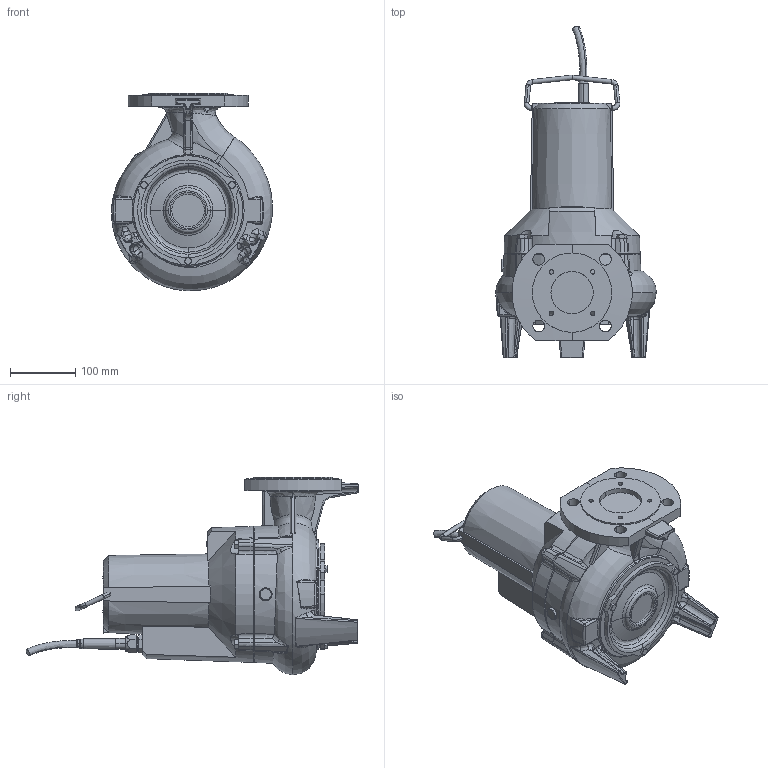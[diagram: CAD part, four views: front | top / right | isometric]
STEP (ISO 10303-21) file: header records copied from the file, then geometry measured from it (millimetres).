
FILE_DESCRIPTION (( 'STEP AP214' ), '1' );
FILE_NAME ('4_93_563_07_REV00.step', '2021-08-03T10:32:29', ( '' ), ( '' ), 'SwSTEP 2.0', 'SolidWorks 2020', '' );
FILE_SCHEMA (( 'AUTOMOTIVE_DESIGN' ));
Length unit declared in the file: millimetre
Products named in the file (3): Copia di 58602^4_93_563_07_REV00; 1_65_083_SEMPLIFICATO; 4_93_563_07_REV00
Assembly tree (2 placements, depth 2):
  4_93_563_07_REV00
    Copia di 58602^4_93_563_07_REV00
    1_65_083_SEMPLIFICATO
Bounding box: 247.18 x 510.03 x 303.53 mm (x, y, z)
Volume: 9296293.5 mm3; surface area: 501743 mm2
Topology: 14 solids, 14 shells, 840 faces, 2117 edges, 1330 vertices
Faces by surface type: bspline 297, plane 222, cylinder 177, cone 128, torus 16
Entity records: 71638 total; most frequent: CARTESIAN_POINT 53837, ORIENTED_EDGE 4200, DIRECTION 2491, EDGE_CURVE 2100, VERTEX_POINT 1330, B_SPLINE_CURVE_WITH_KNOTS 1118, AXIS2_PLACEMENT_3D 990, EDGE_LOOP 916
